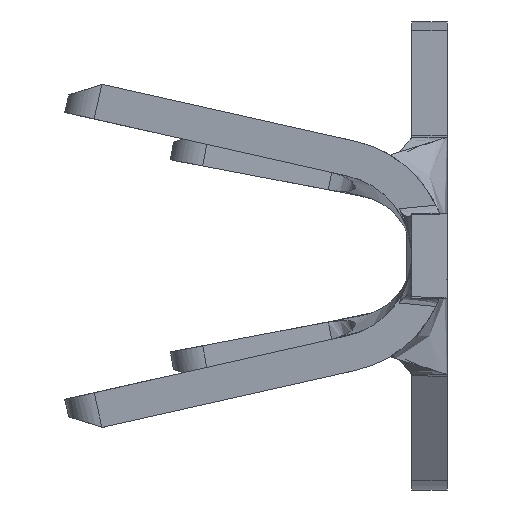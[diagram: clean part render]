
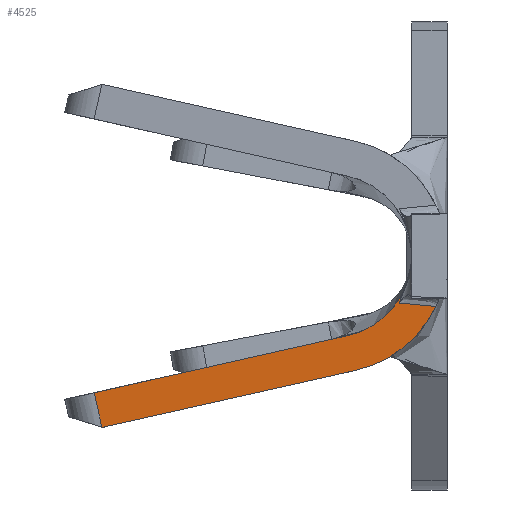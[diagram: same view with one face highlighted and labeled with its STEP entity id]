
A CAD part, left-side view. The second image highlights one B-rep face of the part: STEP entity #4525.
In plain terms, the highlighted planar face has unit normal (-0.996, 0.087, 0).
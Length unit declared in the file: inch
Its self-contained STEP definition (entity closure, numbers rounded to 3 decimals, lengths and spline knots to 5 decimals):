
#61 = ORIENTED_EDGE ( 'NONE', *, *, #4690, .F. ) ;
#69 = CARTESIAN_POINT ( 'NONE',  ( -0.6902, 0.05489, -0.05587 ) ) ;
#160 = DIRECTION ( 'NONE',  ( -0.085, -0.972, 0.219 ) ) ;
#194 = ORIENTED_EDGE ( 'NONE', *, *, #3504, .F. ) ;
#298 = CARTESIAN_POINT ( 'NONE',  ( -0.69341, 0.0182, -0.03751 ) ) ;
#397 = VERTEX_POINT ( 'NONE', #1613 ) ;
#438 = DIRECTION ( 'NONE',  ( 0.996, -0.087, 0. ) ) ;
#465 = VERTEX_POINT ( 'NONE', #989 ) ;
#473 = CARTESIAN_POINT ( 'NONE',  ( -0.68892, 0.06946, -0.08683 ) ) ;
#683 = CARTESIAN_POINT ( 'NONE',  ( -0.69226, 0.03128, -0.02264 ) ) ;
#689 = FACE_OUTER_BOUND ( 'NONE', #5683, .T. ) ;
#729 = CARTESIAN_POINT ( 'NONE',  ( -0.69129, 0.04237, -0.08073 ) ) ;
#775 = DIRECTION ( 'NONE',  ( 0.085, 0.972, -0.219 ) ) ;
#835 = VERTEX_POINT ( 'NONE', #4591 ) ;
#894 = CARTESIAN_POINT ( 'NONE',  ( -0.67214, 0.26126, -0.13 ) ) ;
#917 = CARTESIAN_POINT ( 'NONE',  ( -0.69286, 0.02441, -0.03697 ) ) ;
#960 = CARTESIAN_POINT ( 'NONE',  ( -0.69211, 0.033, -0.02701 ) ) ;
#989 = CARTESIAN_POINT ( 'NONE',  ( -0.69226, 0.03128, -0.02264 ) ) ;
#1178 =( BOUNDED_CURVE ( )  B_SPLINE_CURVE ( 3, ( #6925, #2915, #729, #4915 ),
 .UNSPECIFIED., .F., .T. ) 
 B_SPLINE_CURVE_WITH_KNOTS ( ( 4, 4 ),
 ( 3.58722, 4.49099 ),
 .UNSPECIFIED. ) 
 CURVE ( )  GEOMETRIC_REPRESENTATION_ITEM ( )  RATIONAL_B_SPLINE_CURVE ( ( 1., 0.933, 0.933, 1. ) ) 
 REPRESENTATION_ITEM ( '' )  );
#1507 = EDGE_CURVE ( 'NONE', #397, #6984, #2991, .T. ) ;
#1534 = CARTESIAN_POINT ( 'NONE',  ( -0.69238, 0.02999, -0.03643 ) ) ;
#1613 = CARTESIAN_POINT ( 'NONE',  ( -0.67158, 0.26768, -0.10377 ) ) ;
#1624 = PLANE ( 'NONE',  #2452 ) ;
#2084 = B_SPLINE_CURVE_WITH_KNOTS ( 'NONE', 3,
 ( #3917, #7332, #960, #5132 ),
 .UNSPECIFIED., .F., .F.,
 ( 4, 4 ),
 ( 0., 0.00036 ),
 .UNSPECIFIED. ) ;
#2100 = CARTESIAN_POINT ( 'NONE',  ( -0.69416, 0.00958, -0.03827 ) ) ;
#2120 = CARTESIAN_POINT ( 'NONE',  ( -0.692, 0.03428, -0.03599 ) ) ;
#2452 = AXIS2_PLACEMENT_3D ( 'NONE', #4017, #438, #4623 ) ;
#2565 = CARTESIAN_POINT ( 'NONE',  ( -0.68845, 0.07484, -0.06036 ) ) ;
#2587 = VECTOR ( 'NONE', #160, 39.37008 ) ;
#2837 = VERTEX_POINT ( 'NONE', #3529 ) ;
#2915 = CARTESIAN_POINT ( 'NONE',  ( -0.69319, 0.02066, -0.06342 ) ) ;
#2991 = LINE ( 'NONE', #7175, #6262 ) ;
#3014 = ORIENTED_EDGE ( 'NONE', *, *, #7465, .F. ) ;
#3170 = CARTESIAN_POINT ( 'NONE',  ( -0.67209, 0.26182, -0.12983 ) ) ;
#3308 = CARTESIAN_POINT ( 'NONE',  ( -0.69408, 0.01047, -0.03819 ) ) ;
#3504 = EDGE_CURVE ( 'NONE', #397, #835, #4149, .T. ) ;
#3529 = CARTESIAN_POINT ( 'NONE',  ( -0.69424, 0.00869, -0.03836 ) ) ;
#3874 = CARTESIAN_POINT ( 'NONE',  ( -0.69371, 0.01477, -0.03779 ) ) ;
#3896 = VECTOR ( 'NONE', #5285, 39.37008 ) ;
#3910 = LINE ( 'NONE', #6672, #6459 ) ;
#3917 = CARTESIAN_POINT ( 'NONE',  ( -0.69181, 0.03642, -0.03575 ) ) ;
#4001 = VERTEX_POINT ( 'NONE', #894 ) ;
#4017 = CARTESIAN_POINT ( 'NONE',  ( -0.695, 0., -0.13 ) ) ;
#4149 = LINE ( 'NONE', #2565, #2587 ) ;
#4254 = CARTESIAN_POINT ( 'NONE',  ( -0.69159, 0.03895, -0.0422 ) ) ;
#4481 = CARTESIAN_POINT ( 'NONE',  ( -0.69311, 0.02162, -0.03721 ) ) ;
#4525 = ADVANCED_FACE ( 'NONE', ( #689 ), #1624, .F. ) ;
#4591 = CARTESIAN_POINT ( 'NONE',  ( -0.6884, 0.07539, -0.06049 ) ) ;
#4607 =( BOUNDED_CURVE ( )  B_SPLINE_CURVE ( 3, ( #7076, #69, #4254, #683 ),
 .UNSPECIFIED., .F., .T. ) 
 B_SPLINE_CURVE_WITH_KNOTS ( ( 4, 4 ),
 ( 1.79219, 2.76778 ),
 .UNSPECIFIED. ) 
 CURVE ( )  GEOMETRIC_REPRESENTATION_ITEM ( )  RATIONAL_B_SPLINE_CURVE ( ( 1., 0.922, 0.922, 1. ) ) 
 REPRESENTATION_ITEM ( '' )  );
#4623 = DIRECTION ( 'NONE',  ( 0.087, 0.996, 0. ) ) ;
#4690 = EDGE_CURVE ( 'NONE', #835, #465, #4607, .T. ) ;
#4915 = CARTESIAN_POINT ( 'NONE',  ( -0.68892, 0.06946, -0.08683 ) ) ;
#4919 = CARTESIAN_POINT ( 'NONE',  ( -0.69181, 0.03642, -0.03575 ) ) ;
#5090 = CARTESIAN_POINT ( 'NONE',  ( -0.69262, 0.0272, -0.03671 ) ) ;
#5132 = CARTESIAN_POINT ( 'NONE',  ( -0.69226, 0.03128, -0.02264 ) ) ;
#5262 = CARTESIAN_POINT ( 'NONE',  ( -0.67006, 0.28505, -0.12258 ) ) ;
#5285 = DIRECTION ( 'NONE',  ( 0.083, 0.951, 0.297 ) ) ;
#5474 = ORIENTED_EDGE ( 'NONE', *, *, #6593, .F. ) ;
#5481 = EDGE_CURVE ( 'NONE', #7082, #465, #2084, .T. ) ;
#5489 = LINE ( 'NONE', #5262, #3896 ) ;
#5631 = ORIENTED_EDGE ( 'NONE', *, *, #5481, .T. ) ;
#5635 = VERTEX_POINT ( 'NONE', #473 ) ;
#5670 = CARTESIAN_POINT ( 'NONE',  ( -0.69219, 0.03214, -0.03622 ) ) ;
#5683 = EDGE_LOOP ( 'NONE', ( #5474, #6438, #5631, #61, #194, #6476, #3014, #6940 ) ) ;
#5859 = EDGE_CURVE ( 'NONE', #2837, #7082, #6405, .T. ) ;
#6211 = CARTESIAN_POINT ( 'NONE',  ( -0.69424, 0.00869, -0.03836 ) ) ;
#6233 = CARTESIAN_POINT ( 'NONE',  ( -0.69181, 0.03642, -0.03575 ) ) ;
#6262 = VECTOR ( 'NONE', #6537, 39.37008 ) ;
#6369 = EDGE_CURVE ( 'NONE', #5635, #4001, #3910, .T. ) ;
#6405 = B_SPLINE_CURVE_WITH_KNOTS ( 'NONE', 3,
 ( #6211, #2100, #3308, #7295, #3874, #298, #4481, #917, #5090, #1534, #5670, #2120, #6233 ),
 .UNSPECIFIED., .F., .F.,
 ( 4, 3, 3, 3, 4 ),
 ( 0., 0.00007, 0.00033, 0.00055, 0.00071 ),
 .UNSPECIFIED. ) ;
#6438 = ORIENTED_EDGE ( 'NONE', *, *, #5859, .T. ) ;
#6459 = VECTOR ( 'NONE', #775, 39.37008 ) ;
#6476 = ORIENTED_EDGE ( 'NONE', *, *, #1507, .T. ) ;
#6537 = DIRECTION ( 'NONE',  ( -0.019, -0.22, -0.975 ) ) ;
#6593 = EDGE_CURVE ( 'NONE', #2837, #5635, #1178, .T. ) ;
#6672 = CARTESIAN_POINT ( 'NONE',  ( -0.68897, 0.06895, -0.08671 ) ) ;
#6925 = CARTESIAN_POINT ( 'NONE',  ( -0.69424, 0.00869, -0.03836 ) ) ;
#6940 = ORIENTED_EDGE ( 'NONE', *, *, #6369, .F. ) ;
#6984 = VERTEX_POINT ( 'NONE', #3170 ) ;
#7076 = CARTESIAN_POINT ( 'NONE',  ( -0.6884, 0.07539, -0.06049 ) ) ;
#7082 = VERTEX_POINT ( 'NONE', #4919 ) ;
#7175 = CARTESIAN_POINT ( 'NONE',  ( -0.67321, 0.24906, -0.18649 ) ) ;
#7295 = CARTESIAN_POINT ( 'NONE',  ( -0.69401, 0.01136, -0.0381 ) ) ;
#7332 = CARTESIAN_POINT ( 'NONE',  ( -0.69196, 0.03471, -0.03138 ) ) ;
#7465 = EDGE_CURVE ( 'NONE', #4001, #6984, #5489, .T. ) ;
